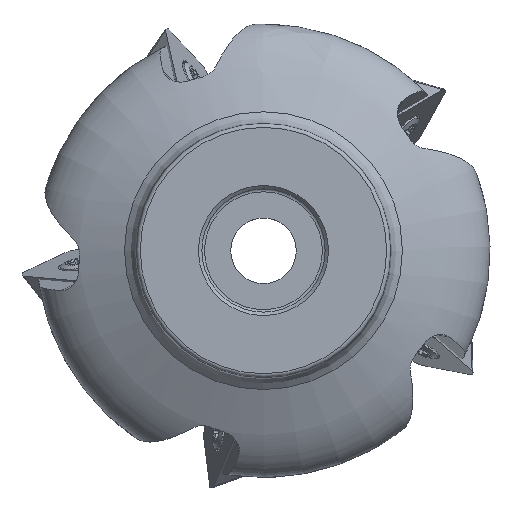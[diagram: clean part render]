
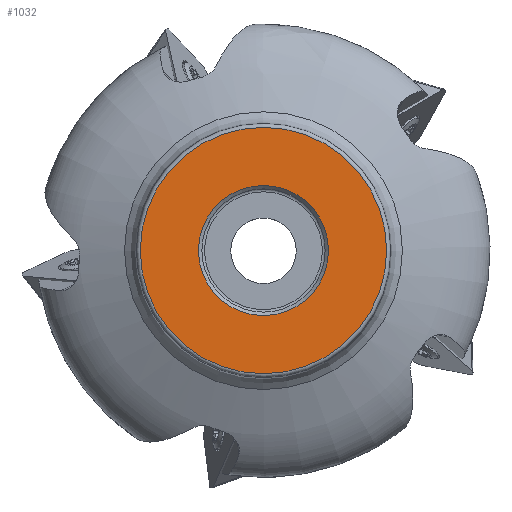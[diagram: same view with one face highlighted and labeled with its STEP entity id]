
A CAD part, top view. The second image highlights one B-rep face of the part: STEP entity #1032.
In plain terms, the highlighted planar face has unit normal (0, 0, 1).
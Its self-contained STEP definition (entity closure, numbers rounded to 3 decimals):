
#308=FACE_BOUND('',#1636,.T.);
#309=FACE_BOUND('',#1637,.T.);
#457=PLANE('',#5491);
#1032=ADVANCED_FACE('',(#308,#309),#457,.T.);
#1636=EDGE_LOOP('',(#2500));
#1637=EDGE_LOOP('',(#2501));
#2031=CIRCLE('',#5489,13.405);
#2032=CIRCLE('',#5490,25.393);
#2500=ORIENTED_EDGE('',*,*,#4473,.F.);
#2501=ORIENTED_EDGE('',*,*,#4474,.T.);
#3928=VERTEX_POINT('',#8736);
#3929=VERTEX_POINT('',#8738);
#4473=EDGE_CURVE('',#3928,#3928,#2031,.T.);
#4474=EDGE_CURVE('',#3929,#3929,#2032,.T.);
#5489=AXIS2_PLACEMENT_3D('',#8735,#6248,#6249);
#5490=AXIS2_PLACEMENT_3D('',#8737,#6250,#6251);
#5491=AXIS2_PLACEMENT_3D('',#8739,#6252,#6253);
#6248=DIRECTION('',(0.,0.,1.));
#6249=DIRECTION('',(0.,1.,0.));
#6250=DIRECTION('',(0.,0.,1.));
#6251=DIRECTION('',(0.,1.,0.));
#6252=DIRECTION('',(0.,0.,1.));
#6253=DIRECTION('',(0.,1.,0.));
#8735=CARTESIAN_POINT('',(0.,0.,0.));
#8736=CARTESIAN_POINT('',(0.,13.405,0.));
#8737=CARTESIAN_POINT('',(0.,0.,0.));
#8738=CARTESIAN_POINT('',(0.,25.393,0.));
#8739=CARTESIAN_POINT('',(0.,0.,0.));
